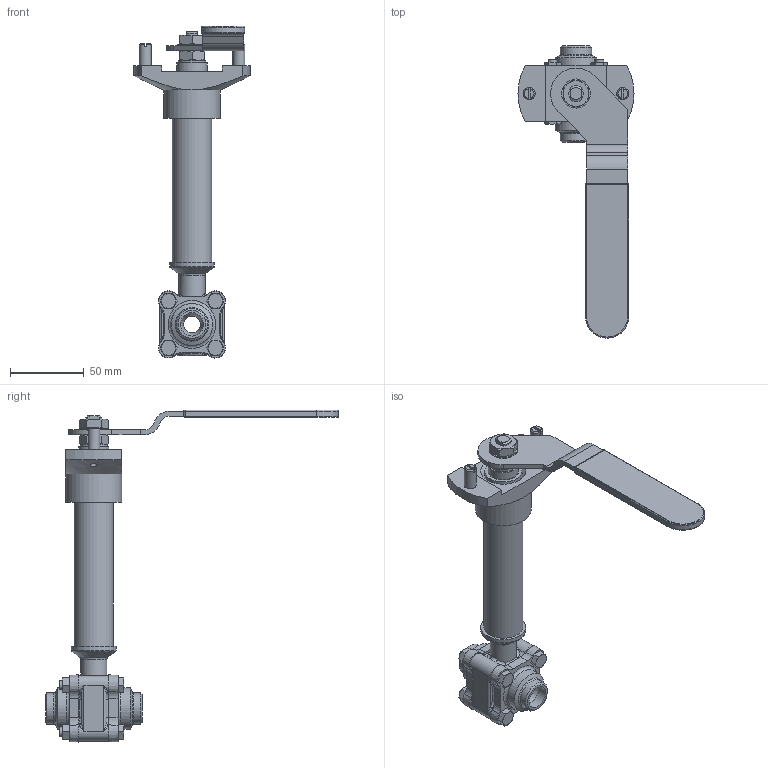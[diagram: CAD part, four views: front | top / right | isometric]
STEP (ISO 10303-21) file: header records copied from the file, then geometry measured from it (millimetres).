
FILE_DESCRIPTION((''),'2;1');
FILE_NAME('GA-C44-05-BWA-W-A-1.stp','2011-06-28T10:23:42',('jaday'),(''),'Autodesk Inventor 2009','Autodesk Inventor 2009','');
FILE_SCHEMA(('AUTOMOTIVE_DESIGN { 1 0 10303 214 1 1 1 1 }'));
Length unit declared in the file: millimetre
Products named in the file (13): GA-C44-05-BWA-W-A-1; GA-B30718-14290-A-1; GA-B35444-54857-A-1; GA-B35265-54524-A-1; GA-B04405-27100-A-1; M06-8-040-110-A-1; M06-8-000-360-A-1; GA-BC0221-11461-A-1; GA-C32348-14408-A-1; GA-C32348-SLEEVE-A-1; GA-C44-05-STEM-BUILD-A-1; GA-B03736-08188-A-1; GA-B03796-11498-A-1
Assembly tree (21 placements, depth 2):
  GA-C44-05-BWA-W-A-1
    GA-B30718-14290-A-1
    GA-B35444-54857-A-1
    GA-B35265-54524-A-1
    GA-B04405-27100-A-1  x2
    M06-8-040-110-A-1  x4
    M06-8-000-360-A-1  x4
    GA-BC0221-11461-A-1  x2
    GA-C32348-14408-A-1
    GA-C32348-SLEEVE-A-1
    GA-C44-05-STEM-BUILD-A-1
    GA-B03736-08188-A-1  x2
    GA-B03796-11498-A-1
Bounding box: 78.74 x 198.55 x 225.13 mm (x, y, z)
Volume: 178690.6 mm3; surface area: 92692.5 mm2
Topology: 21 solids, 21 shells, 506 faces, 1182 edges, 718 vertices
Faces by surface type: plane 188, cone 140, cylinder 114, bspline 55, torus 5, sphere 4
Full cylindrical faces by diameter (mm): 4.917 x4, 6 x4, 6.5 x8, 6.88 x4, 8.128 x2, 9.728 x2, 11.145 x2, 11.176 x1, 15.775 x2, 17.78 x1, 18.466 x1, 18.847 x1, 19.418 x1, 20.383 x1, 20.714 x1, 21.325 x2, 23.673 x1, 23.813 x1, 25.451 x1, 25.59 x1, 26.67 x1, 28.35 x2, 30.48 x1, 38.1 x1
Entity records: 12991 total; most frequent: CARTESIAN_POINT 5414, DIRECTION 1518, ORIENTED_EDGE 1456, EDGE_CURVE 728, AXIS2_PLACEMENT_3D 623, VERTEX_POINT 472, EDGE_LOOP 416, FACE_OUTER_BOUND 330
